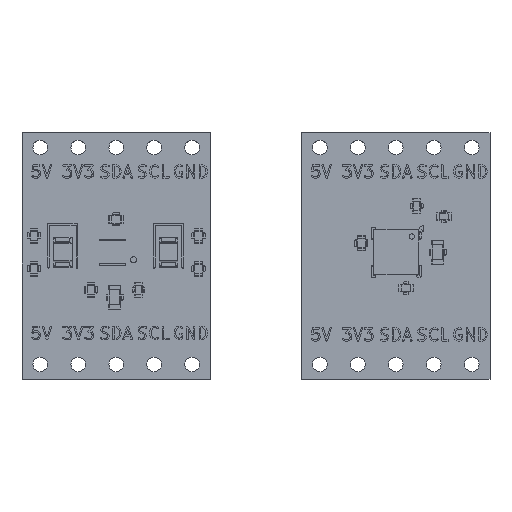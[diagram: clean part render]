
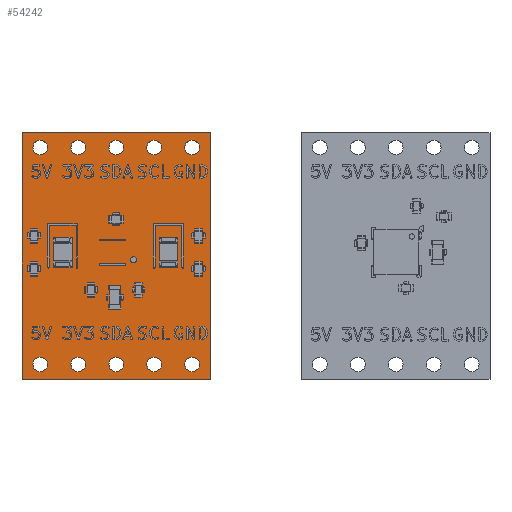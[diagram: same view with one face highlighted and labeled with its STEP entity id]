
A CAD part, top view. The second image highlights one B-rep face of the part: STEP entity #54242.
In plain terms, the highlighted planar face has unit normal (0, 0, 1).
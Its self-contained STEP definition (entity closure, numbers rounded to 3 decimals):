
#54242 = ADVANCED_FACE('',(#54243,#54277,#54288,#54299,#54310,#54321,
    #54332,#54343,#54354,#54365,#54376),#54387,.T.);
#54243 = FACE_BOUND('',#54244,.F.);
#54244 = EDGE_LOOP('',(#54245,#54255,#54263,#54271));
#54245 = ORIENTED_EDGE('',*,*,#54246,.T.);
#54246 = EDGE_CURVE('',#54247,#54249,#54251,.T.);
#54247 = VERTEX_POINT('',#54248);
#54248 = CARTESIAN_POINT('',(101.9,-120.6,1.56));
#54249 = VERTEX_POINT('',#54250);
#54250 = CARTESIAN_POINT('',(101.9,-104.1,1.56));
#54251 = LINE('',#54252,#54253);
#54252 = CARTESIAN_POINT('',(101.9,-120.6,1.56));
#54253 = VECTOR('',#54254,1.);
#54254 = DIRECTION('',(0.,1.,0.));
#54255 = ORIENTED_EDGE('',*,*,#54256,.T.);
#54256 = EDGE_CURVE('',#54249,#54257,#54259,.T.);
#54257 = VERTEX_POINT('',#54258);
#54258 = CARTESIAN_POINT('',(114.5,-104.1,1.56));
#54259 = LINE('',#54260,#54261);
#54260 = CARTESIAN_POINT('',(101.9,-104.1,1.56));
#54261 = VECTOR('',#54262,1.);
#54262 = DIRECTION('',(1.,0.,0.));
#54263 = ORIENTED_EDGE('',*,*,#54264,.T.);
#54264 = EDGE_CURVE('',#54257,#54265,#54267,.T.);
#54265 = VERTEX_POINT('',#54266);
#54266 = CARTESIAN_POINT('',(114.5,-120.6,1.56));
#54267 = LINE('',#54268,#54269);
#54268 = CARTESIAN_POINT('',(114.5,-104.1,1.56));
#54269 = VECTOR('',#54270,1.);
#54270 = DIRECTION('',(0.,-1.,0.));
#54271 = ORIENTED_EDGE('',*,*,#54272,.T.);
#54272 = EDGE_CURVE('',#54265,#54247,#54273,.T.);
#54273 = LINE('',#54274,#54275);
#54274 = CARTESIAN_POINT('',(114.5,-120.6,1.56));
#54275 = VECTOR('',#54276,1.);
#54276 = DIRECTION('',(-1.,0.,0.));
#54277 = FACE_BOUND('',#54278,.F.);
#54278 = EDGE_LOOP('',(#54279));
#54279 = ORIENTED_EDGE('',*,*,#54280,.T.);
#54280 = EDGE_CURVE('',#54281,#54281,#54283,.T.);
#54281 = VERTEX_POINT('',#54282);
#54282 = CARTESIAN_POINT('',(103.607,-119.6,1.56));
#54283 = CIRCLE('',#54284,0.487);
#54284 = AXIS2_PLACEMENT_3D('',#54285,#54286,#54287);
#54285 = CARTESIAN_POINT('',(103.12,-119.6,1.56));
#54286 = DIRECTION('',(0.,0.,1.));
#54287 = DIRECTION('',(1.,0.,-0.));
#54288 = FACE_BOUND('',#54289,.F.);
#54289 = EDGE_LOOP('',(#54290));
#54290 = ORIENTED_EDGE('',*,*,#54291,.T.);
#54291 = EDGE_CURVE('',#54292,#54292,#54294,.T.);
#54292 = VERTEX_POINT('',#54293);
#54293 = CARTESIAN_POINT('',(106.147,-119.6,1.56));
#54294 = CIRCLE('',#54295,0.487);
#54295 = AXIS2_PLACEMENT_3D('',#54296,#54297,#54298);
#54296 = CARTESIAN_POINT('',(105.66,-119.6,1.56));
#54297 = DIRECTION('',(0.,0.,1.));
#54298 = DIRECTION('',(1.,0.,-0.));
#54299 = FACE_BOUND('',#54300,.F.);
#54300 = EDGE_LOOP('',(#54301));
#54301 = ORIENTED_EDGE('',*,*,#54302,.T.);
#54302 = EDGE_CURVE('',#54303,#54303,#54305,.T.);
#54303 = VERTEX_POINT('',#54304);
#54304 = CARTESIAN_POINT('',(108.687,-119.6,1.56));
#54305 = CIRCLE('',#54306,0.487);
#54306 = AXIS2_PLACEMENT_3D('',#54307,#54308,#54309);
#54307 = CARTESIAN_POINT('',(108.2,-119.6,1.56));
#54308 = DIRECTION('',(0.,0.,1.));
#54309 = DIRECTION('',(1.,0.,-0.));
#54310 = FACE_BOUND('',#54311,.F.);
#54311 = EDGE_LOOP('',(#54312));
#54312 = ORIENTED_EDGE('',*,*,#54313,.T.);
#54313 = EDGE_CURVE('',#54314,#54314,#54316,.T.);
#54314 = VERTEX_POINT('',#54315);
#54315 = CARTESIAN_POINT('',(111.227,-119.6,1.56));
#54316 = CIRCLE('',#54317,0.487);
#54317 = AXIS2_PLACEMENT_3D('',#54318,#54319,#54320);
#54318 = CARTESIAN_POINT('',(110.74,-119.6,1.56));
#54319 = DIRECTION('',(0.,0.,1.));
#54320 = DIRECTION('',(1.,0.,-0.));
#54321 = FACE_BOUND('',#54322,.F.);
#54322 = EDGE_LOOP('',(#54323));
#54323 = ORIENTED_EDGE('',*,*,#54324,.T.);
#54324 = EDGE_CURVE('',#54325,#54325,#54327,.T.);
#54325 = VERTEX_POINT('',#54326);
#54326 = CARTESIAN_POINT('',(113.767,-119.6,1.56));
#54327 = CIRCLE('',#54328,0.487);
#54328 = AXIS2_PLACEMENT_3D('',#54329,#54330,#54331);
#54329 = CARTESIAN_POINT('',(113.28,-119.6,1.56));
#54330 = DIRECTION('',(0.,0.,1.));
#54331 = DIRECTION('',(1.,0.,-0.));
#54332 = FACE_BOUND('',#54333,.F.);
#54333 = EDGE_LOOP('',(#54334));
#54334 = ORIENTED_EDGE('',*,*,#54335,.T.);
#54335 = EDGE_CURVE('',#54336,#54336,#54338,.T.);
#54336 = VERTEX_POINT('',#54337);
#54337 = CARTESIAN_POINT('',(103.607,-105.1,1.56));
#54338 = CIRCLE('',#54339,0.487);
#54339 = AXIS2_PLACEMENT_3D('',#54340,#54341,#54342);
#54340 = CARTESIAN_POINT('',(103.12,-105.1,1.56));
#54341 = DIRECTION('',(0.,0.,1.));
#54342 = DIRECTION('',(1.,0.,-0.));
#54343 = FACE_BOUND('',#54344,.F.);
#54344 = EDGE_LOOP('',(#54345));
#54345 = ORIENTED_EDGE('',*,*,#54346,.T.);
#54346 = EDGE_CURVE('',#54347,#54347,#54349,.T.);
#54347 = VERTEX_POINT('',#54348);
#54348 = CARTESIAN_POINT('',(106.147,-105.1,1.56));
#54349 = CIRCLE('',#54350,0.487);
#54350 = AXIS2_PLACEMENT_3D('',#54351,#54352,#54353);
#54351 = CARTESIAN_POINT('',(105.66,-105.1,1.56));
#54352 = DIRECTION('',(0.,0.,1.));
#54353 = DIRECTION('',(1.,0.,-0.));
#54354 = FACE_BOUND('',#54355,.F.);
#54355 = EDGE_LOOP('',(#54356));
#54356 = ORIENTED_EDGE('',*,*,#54357,.T.);
#54357 = EDGE_CURVE('',#54358,#54358,#54360,.T.);
#54358 = VERTEX_POINT('',#54359);
#54359 = CARTESIAN_POINT('',(108.687,-105.1,1.56));
#54360 = CIRCLE('',#54361,0.487);
#54361 = AXIS2_PLACEMENT_3D('',#54362,#54363,#54364);
#54362 = CARTESIAN_POINT('',(108.2,-105.1,1.56));
#54363 = DIRECTION('',(0.,0.,1.));
#54364 = DIRECTION('',(1.,0.,-0.));
#54365 = FACE_BOUND('',#54366,.F.);
#54366 = EDGE_LOOP('',(#54367));
#54367 = ORIENTED_EDGE('',*,*,#54368,.T.);
#54368 = EDGE_CURVE('',#54369,#54369,#54371,.T.);
#54369 = VERTEX_POINT('',#54370);
#54370 = CARTESIAN_POINT('',(111.227,-105.1,1.56));
#54371 = CIRCLE('',#54372,0.487);
#54372 = AXIS2_PLACEMENT_3D('',#54373,#54374,#54375);
#54373 = CARTESIAN_POINT('',(110.74,-105.1,1.56));
#54374 = DIRECTION('',(0.,0.,1.));
#54375 = DIRECTION('',(1.,0.,-0.));
#54376 = FACE_BOUND('',#54377,.F.);
#54377 = EDGE_LOOP('',(#54378));
#54378 = ORIENTED_EDGE('',*,*,#54379,.T.);
#54379 = EDGE_CURVE('',#54380,#54380,#54382,.T.);
#54380 = VERTEX_POINT('',#54381);
#54381 = CARTESIAN_POINT('',(113.767,-105.1,1.56));
#54382 = CIRCLE('',#54383,0.487);
#54383 = AXIS2_PLACEMENT_3D('',#54384,#54385,#54386);
#54384 = CARTESIAN_POINT('',(113.28,-105.1,1.56));
#54385 = DIRECTION('',(0.,0.,1.));
#54386 = DIRECTION('',(1.,0.,-0.));
#54387 = PLANE('',#54388);
#54388 = AXIS2_PLACEMENT_3D('',#54389,#54390,#54391);
#54389 = CARTESIAN_POINT('',(0.,0.,1.56));
#54390 = DIRECTION('',(0.,0.,1.));
#54391 = DIRECTION('',(1.,0.,-0.));
